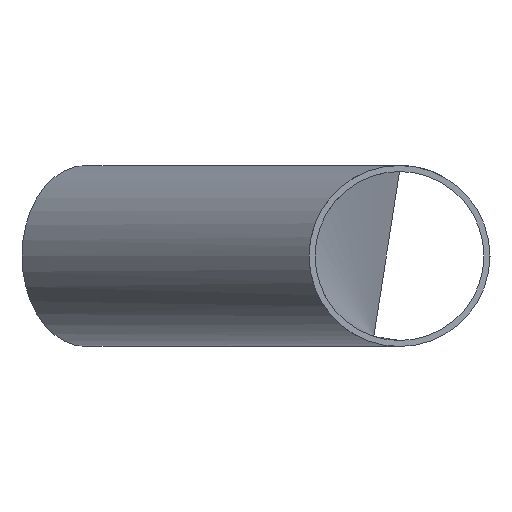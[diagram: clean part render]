
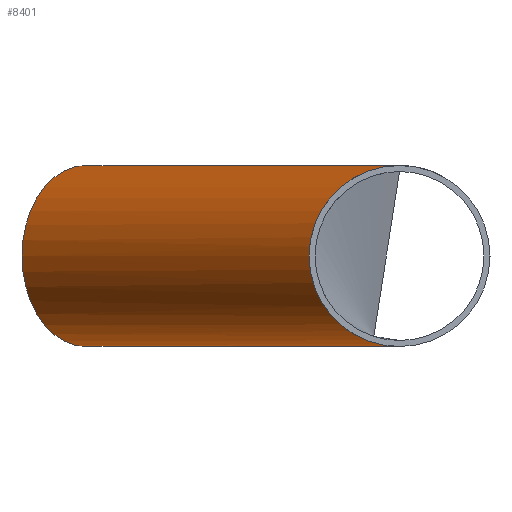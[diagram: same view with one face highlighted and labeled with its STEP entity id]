
A CAD part, left-side view. The second image highlights one B-rep face of the part: STEP entity #8401.
In plain terms, the highlighted cylindrical face has radius 30.15 mm (diameter 60.3 mm), a full revolution.
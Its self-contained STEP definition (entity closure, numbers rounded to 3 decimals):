
#724 = EDGE_CURVE ( 'NONE', #4284, #18918, #20001, .T. ) ;
#1343 = CARTESIAN_POINT ( 'NONE',  ( -30.289, 0., 30.15 ) ) ;
#1781 = EDGE_LOOP ( 'NONE', ( #18835 ) ) ;
#4284 = VERTEX_POINT ( 'NONE', #12163 ) ;
#4506 = DIRECTION ( 'NONE',  ( 0.707, 0.707, 0. ) ) ;
#5285 = EDGE_CURVE ( 'NONE', #16351, #16351, #17974, .T. ) ;
#5560 = EDGE_LOOP ( 'NONE', ( #12820, #18685 ) ) ;
#5872 = DIRECTION ( 'NONE',  ( -0.707, 0.707, 0. ) ) ;
#6207 = AXIS2_PLACEMENT_3D ( 'NONE', #12238, #4506, #5872 ) ;
#6376 = FACE_OUTER_BOUND ( 'NONE', #5560, .T. ) ;
#6498 = CARTESIAN_POINT ( 'NONE',  ( 74.214, 104.502, 0. ) ) ;
#6761 = CARTESIAN_POINT ( 'NONE',  ( -30.289, 0., -30.15 ) ) ;
#7818 = CARTESIAN_POINT ( 'NONE',  ( 52.894, 125.822, 0. ) ) ;
#8401 = ADVANCED_FACE ( 'NONE', ( #6376, #15069 ), #11248, .T. ) ;
#10987 = EDGE_CURVE ( 'NONE', #18918, #4284, #18602, .T. ) ;
#11248 = CYLINDRICAL_SURFACE ( 'NONE', #14915, 30.15 ) ;
#11330 = DIRECTION ( 'NONE',  ( -0.707, 0.707, 0. ) ) ;
#11702 = CARTESIAN_POINT ( 'NONE',  ( 115.289, 60.3, -30.15 ) ) ;
#11765 = CARTESIAN_POINT ( 'NONE',  ( -30.289, 0., 30.15 ) ) ;
#12152 = CARTESIAN_POINT ( 'NONE',  ( -30.289, 0., -30.15 ) ) ;
#12163 = CARTESIAN_POINT ( 'NONE',  ( -30.289, 0., 30.15 ) ) ;
#12238 = CARTESIAN_POINT ( 'NONE',  ( 74.214, 104.502, 0. ) ) ;
#12820 = ORIENTED_EDGE ( 'NONE', *, *, #10987, .F. ) ;
#13565 = CARTESIAN_POINT ( 'NONE',  ( -55.266, 60.3, -30.15 ) ) ;
#14801 = CARTESIAN_POINT ( 'NONE',  ( -30.289, 0., -30.15 ) ) ;
#14915 = AXIS2_PLACEMENT_3D ( 'NONE', #6498, #18885, #11330 ) ;
#15069 = FACE_OUTER_BOUND ( 'NONE', #1781, .T. ) ;
#16351 = VERTEX_POINT ( 'NONE', #7818 ) ;
#16374 = CARTESIAN_POINT ( 'NONE',  ( 115.289, 60.3, 30.15 ) ) ;
#16705 = CARTESIAN_POINT ( 'NONE',  ( -55.266, 60.3, 30.15 ) ) ;
#17974 = CIRCLE ( 'NONE', #6207, 30.15 ) ;
#18602 =( BOUNDED_CURVE ( )  B_SPLINE_CURVE ( 3, ( #6761, #11702, #16374, #11765 ),
 .UNSPECIFIED., .F., .F. ) 
 B_SPLINE_CURVE_WITH_KNOTS ( ( 4, 4 ),
 ( 1.571, 4.712 ),
 .UNSPECIFIED. ) 
 CURVE ( )  GEOMETRIC_REPRESENTATION_ITEM ( )  RATIONAL_B_SPLINE_CURVE ( ( 1., 0.333, 0.333, 1. ) ) 
 REPRESENTATION_ITEM ( '' )  );
#18685 = ORIENTED_EDGE ( 'NONE', *, *, #724, .F. ) ;
#18835 = ORIENTED_EDGE ( 'NONE', *, *, #5285, .F. ) ;
#18885 = DIRECTION ( 'NONE',  ( 0.707, 0.707, 0. ) ) ;
#18918 = VERTEX_POINT ( 'NONE', #14801 ) ;
#20001 =( BOUNDED_CURVE ( )  B_SPLINE_CURVE ( 3, ( #1343, #16705, #13565, #12152 ),
 .UNSPECIFIED., .F., .T. ) 
 B_SPLINE_CURVE_WITH_KNOTS ( ( 4, 4 ),
 ( 4.712, 7.854 ),
 .UNSPECIFIED. ) 
 CURVE ( )  GEOMETRIC_REPRESENTATION_ITEM ( )  RATIONAL_B_SPLINE_CURVE ( ( 1., 0.333, 0.333, 1. ) ) 
 REPRESENTATION_ITEM ( '' )  );
